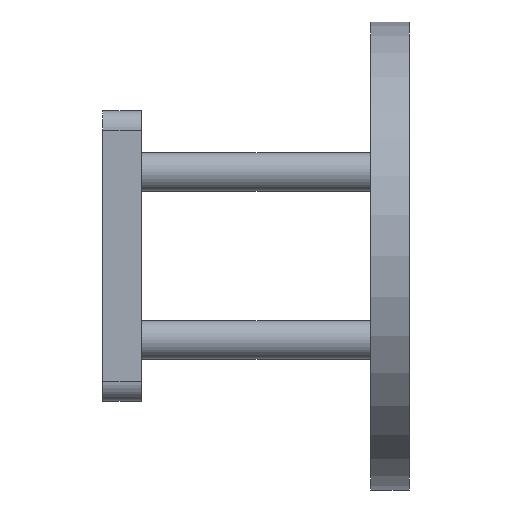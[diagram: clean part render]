
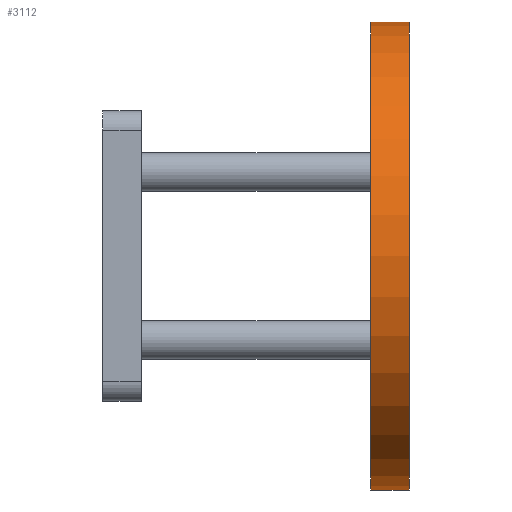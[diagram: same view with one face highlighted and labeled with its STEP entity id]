
A CAD part, left-side view. The second image highlights one B-rep face of the part: STEP entity #3112.
In plain terms, the highlighted cylindrical face has radius 72.5 mm (diameter 145 mm), a partial arc.
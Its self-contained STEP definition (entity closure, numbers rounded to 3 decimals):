
#86 = ORIENTED_EDGE ( 'NONE', *, *, #2264, .F. ) ;
#203 = EDGE_CURVE ( 'NONE', #222, #2565, #2581, .T. ) ;
#222 = VERTEX_POINT ( 'NONE', #1933 ) ;
#465 = CARTESIAN_POINT ( 'NONE',  ( 0., 12., 72.5 ) ) ;
#474 = CARTESIAN_POINT ( 'NONE',  ( 0., 12., 72.5 ) ) ;
#557 = VERTEX_POINT ( 'NONE', #465 ) ;
#714 = EDGE_CURVE ( 'NONE', #2930, #557, #2512, .T. ) ;
#762 = CARTESIAN_POINT ( 'NONE',  ( 0., 12., 0. ) ) ;
#848 = DIRECTION ( 'NONE',  ( 0., -1., 0. ) ) ;
#858 = LINE ( 'NONE', #2190, #1188 ) ;
#1091 = FACE_OUTER_BOUND ( 'NONE', #1534, .T. ) ;
#1109 = AXIS2_PLACEMENT_3D ( 'NONE', #762, #2912, #1742 ) ;
#1188 = VECTOR ( 'NONE', #1811, 1000. ) ;
#1383 = EDGE_CURVE ( 'NONE', #2930, #222, #858, .T. ) ;
#1412 = CARTESIAN_POINT ( 'NONE',  ( 0., 0., 72.5 ) ) ;
#1534 = EDGE_LOOP ( 'NONE', ( #86, #2844, #3087, #2733 ) ) ;
#1610 = AXIS2_PLACEMENT_3D ( 'NONE', #3029, #848, #1824 ) ;
#1742 = DIRECTION ( 'NONE',  ( 0., 0., 1. ) ) ;
#1765 = AXIS2_PLACEMENT_3D ( 'NONE', #2410, #2469, #2180 ) ;
#1811 = DIRECTION ( 'NONE',  ( 0., -1., 0. ) ) ;
#1824 = DIRECTION ( 'NONE',  ( 0., 0., -1. ) ) ;
#1933 = CARTESIAN_POINT ( 'NONE',  ( 0., 0., -72.5 ) ) ;
#2055 = CYLINDRICAL_SURFACE ( 'NONE', #1610, 72.5 ) ;
#2175 = DIRECTION ( 'NONE',  ( 0., -1., 0. ) ) ;
#2180 = DIRECTION ( 'NONE',  ( 0., 0., 1. ) ) ;
#2190 = CARTESIAN_POINT ( 'NONE',  ( 0., 12., -72.5 ) ) ;
#2205 = LINE ( 'NONE', #474, #2832 ) ;
#2264 = EDGE_CURVE ( 'NONE', #557, #2565, #2205, .T. ) ;
#2410 = CARTESIAN_POINT ( 'NONE',  ( 0., 0., 0. ) ) ;
#2469 = DIRECTION ( 'NONE',  ( 0., 1., 0. ) ) ;
#2512 = CIRCLE ( 'NONE', #1109, 72.5 ) ;
#2565 = VERTEX_POINT ( 'NONE', #1412 ) ;
#2581 = CIRCLE ( 'NONE', #1765, 72.5 ) ;
#2733 = ORIENTED_EDGE ( 'NONE', *, *, #203, .T. ) ;
#2737 = CARTESIAN_POINT ( 'NONE',  ( 0., 12., -72.5 ) ) ;
#2832 = VECTOR ( 'NONE', #2175, 1000. ) ;
#2844 = ORIENTED_EDGE ( 'NONE', *, *, #714, .F. ) ;
#2912 = DIRECTION ( 'NONE',  ( 0., 1., 0. ) ) ;
#2930 = VERTEX_POINT ( 'NONE', #2737 ) ;
#3029 = CARTESIAN_POINT ( 'NONE',  ( 0., 12., 0. ) ) ;
#3087 = ORIENTED_EDGE ( 'NONE', *, *, #1383, .T. ) ;
#3112 = ADVANCED_FACE ( 'NONE', ( #1091 ), #2055, .T. ) ;
